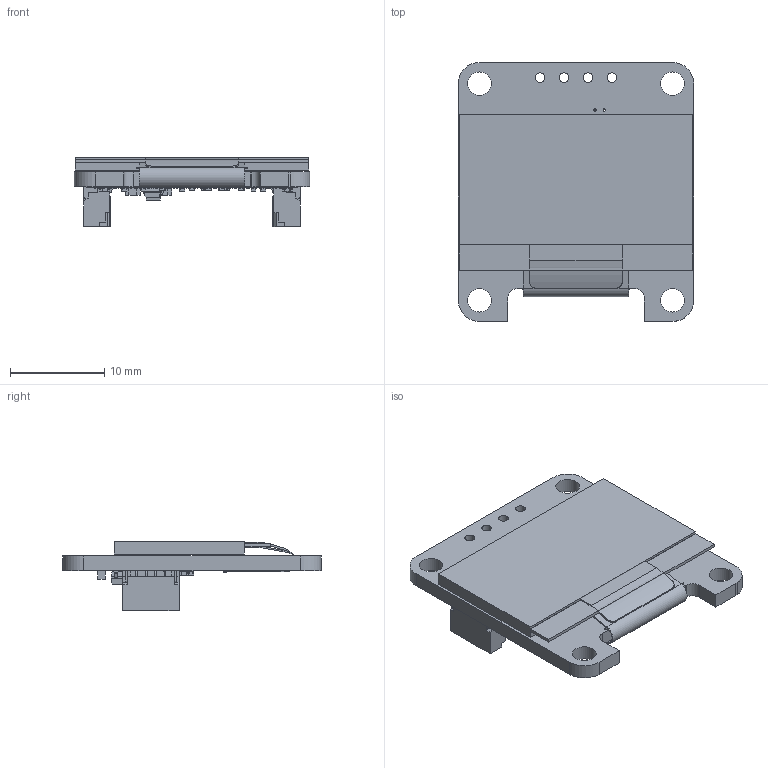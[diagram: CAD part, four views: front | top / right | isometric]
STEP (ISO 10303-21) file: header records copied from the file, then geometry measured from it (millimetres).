
FILE_DESCRIPTION(/* description */ (''),/* implementation_level */ '2;1');
FILE_NAME(/* name */ 'OLED_0_96INCH.step',/* time_stamp */ '2024-01-17T08:28:38+01:00',/* author */ (''),/* organization */ (''),/* preprocessor_version */ 'ST-DEVELOPER v20',/* originating_system */ 'Autodesk Translation Framework v12.14.0.127',/* authorisation */ '');
FILE_SCHEMA (('AUTOMOTIVE_DESIGN { 1 0 10303 214 3 1 1 }'));
Length unit declared in the file: millimetre
Products named in the file (23): OLED_0_96INCH; Board; Packages; LASKKIT_10MM_SILKSCREEN; SOD323-R; Body; FilletPinL; FilletPinR; 2,5-PAD; SOT23-5; Body (1); PinsArrayL; PinsArrayR; C0603; GME12864_0_96INCH; 0.96 OLED - Glass; 0.96 OLED - Flat Reverse; C0402; Pin1; Pin2; CeramicBody; 1X04_1MM_RA_VERT; R0402
Assembly tree (39 placements, depth 4):
  OLED_0_96INCH
    Board
    Packages
      LASKKIT_10MM_SILKSCREEN
      SOD323-R
        Body
        FilletPinL
        FilletPinR
      2,5-PAD  x4
      SOT23-5
        Body (1)
        PinsArrayL
        PinsArrayR
      C0603  x2
      GME12864_0_96INCH
        0.96 OLED - Glass
        0.96 OLED - Flat Reverse
      C0402  x7
        Pin1
        Pin2
        CeramicBody
      1X04_1MM_RA_VERT  x2
      R0402  x7
Bounding box: 25 x 27.5 x 7.38 mm (x, y, z)
Volume: 1877.4 mm3; surface area: 4254 mm2
Topology: 57 solids, 75 shells, 2246 faces, 5505 edges, 3400 vertices
Faces by surface type: plane 1385, cylinder 520, bspline 173, sphere 168
Full cylindrical faces by diameter (mm): 0.203 x1, 0.25 x9, 0.35 x3, 0.8 x2, 1.016 x4, 2.5 x4
Entity records: 38544 total; most frequent: CARTESIAN_POINT 9215, ORIENTED_EDGE 5902, DIRECTION 5453, EDGE_CURVE 2951, LINE 2473, VECTOR 2473, VERTEX_POINT 1886, AXIS2_PLACEMENT_3D 1490
